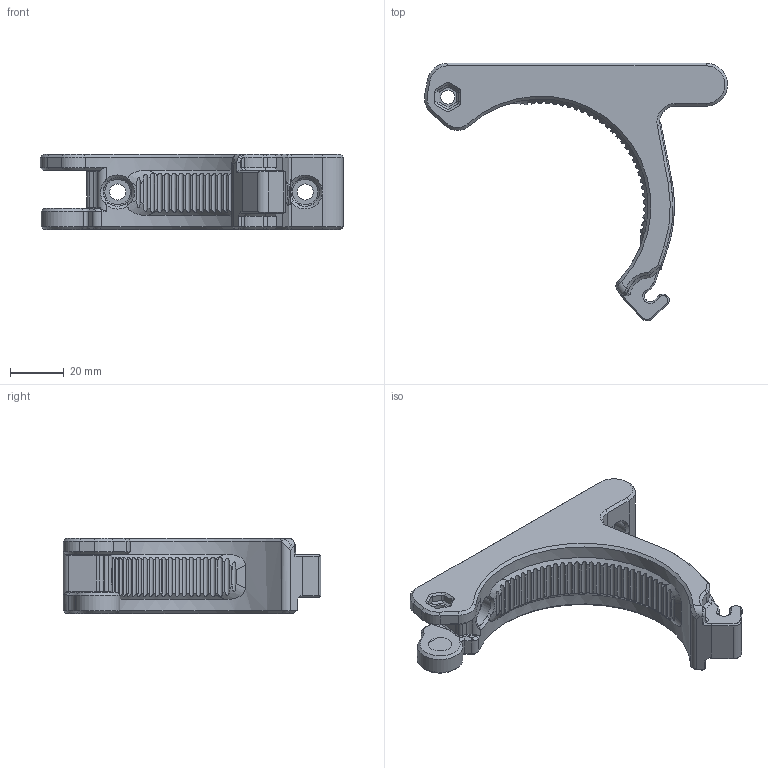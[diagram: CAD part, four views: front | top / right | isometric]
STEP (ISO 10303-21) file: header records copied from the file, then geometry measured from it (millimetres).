
FILE_DESCRIPTION(/* description */ (''),/* implementation_level */ '2;1');
FILE_NAME(/* name */ 'OSSM - Base - PitClamp Mini - Lower V1.1.step',/* time_stamp */ '2025-04-11T23:15:38-04:00',/* author */ (''),/* organization */ (''),/* preprocessor_version */ 'ST-DEVELOPER v20.1',/* originating_system */ 'Autodesk Translation Framework v14.4.0.0',/* authorisation */ '');
FILE_SCHEMA (('AUTOMOTIVE_DESIGN { 1 0 10303 214 3 1 1 }'));
Length unit declared in the file: millimetre
Products named in the file (2): Lower V1.1 - Standard; Hardware - Lower V1.1 - Standard
Assembly tree (1 placements, depth 2):
  Lower V1.1 - Standard
    Hardware - Lower V1.1 - Standard
Bounding box: 113.08 x 96.08 x 28 mm (x, y, z)
Volume: 69320.5 mm3; surface area: 17682.6 mm2
Topology: 1 solids, 1 shells, 988 faces, 2744 edges, 1782 vertices
Faces by surface type: bspline 573, plane 221, cylinder 114, cone 80
Full cylindrical faces by diameter (mm): 5.2 x1, 6 x2, 10.7 x2
Entity records: 40800 total; most frequent: CARTESIAN_POINT 19650, ORIENTED_EDGE 5488, EDGE_CURVE 2744, DIRECTION 2496, VERTEX_POINT 1782, B_SPLINE_CURVE_WITH_KNOTS 1285, LINE 1216, VECTOR 1216
